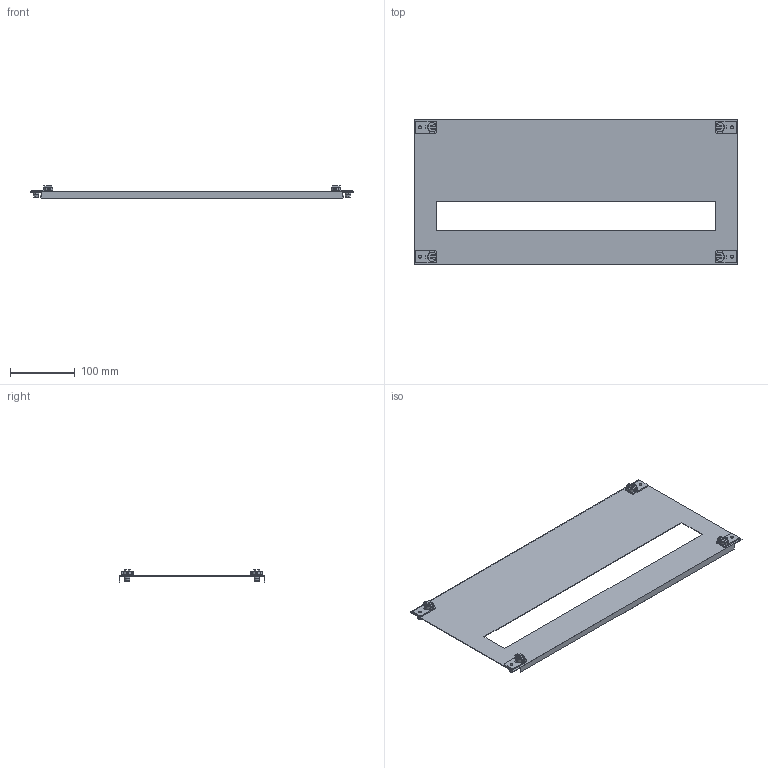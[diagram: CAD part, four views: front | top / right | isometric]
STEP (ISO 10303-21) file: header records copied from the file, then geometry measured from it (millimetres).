
FILE_DESCRIPTION((''),'2;1');
FILE_NAME('001101453_CP_2_1_M_ASM','2023-01-23T10:51:44',('klemen.sitar'),('Audax d.o.o.'),'CREO PARAMETRIC BY PTC INC, 2021304','CREO PARAMETRIC BY PTC INC, 2021304','');
FILE_SCHEMA(('AP242_MANAGED_MODEL_BASED_3D_ENGINEERING_MIM_LF { 1 0 10303 442 1 1 4 }'));
Length unit declared in the file: millimetre
Products named in the file (22): PRT0002_1_1_1_1_1_1_2_3_1_1_1_3; PRT0003_1_1_1_1_1_1_2_3_1_1_1_3; BLACK_PIN_ASM_1_ASM_1_ASM_1_A_8_ASM; BLACK_PIN_COLO_ASM_1_ASM_1_AS_8_ASM; ASM0002_ASM_1_ASM_1_1_2_AS-84_2_ASM; PRT0002_1_1_1_1_1_1_2_1_1_1_1_2; PRT0003_1_1_1_1_1_1_2_1_1_1_1_2; BLACK_PIN_ASM_1_ASM_1_ASM_1_A_1_ASM; BLACK_PIN_COLO_ASM_1_ASM_1_AS_1_ASM; ASM0002_ASM_1_ASM_1_1_ASM-155_1_ASM; PRT0002_1_1_1_1_1_1_2_1_1_1; PRT0003_1_1_1_1_1_1_2_1_1_1; BLACK_PIN_ASM_1_ASM_1_ASM_1_A_5_ASM; BLACK_PIN_COLO_ASM_1_ASM_1_AS_5_ASM; ASM0002_ASM_1_ASM_1_1_ASM_-42_1_ASM; PRT0002_1_1_1_1_1_1_2_3_1_1_1_1; PRT0003_1_1_1_1_1_1_2_3_1_1_1_1; BLACK_PIN_ASM_1_ASM_1_ASM_1_A_4_ASM; BLACK_PIN_COLO_ASM_1_ASM_1_AS_4_ASM; ASM0002_ASM_1_ASM_1_1_2_A-19967_ASM; PRT0002_1_1_1_1_1; 001101453_CP_2_1_M_ASM
Assembly tree (21 placements, depth 5):
  001101453_CP_2_1_M_ASM
    ASM0002_ASM_1_ASM_1_1_2_AS-84_2_ASM
      BLACK_PIN_COLO_ASM_1_ASM_1_AS_8_ASM
        BLACK_PIN_ASM_1_ASM_1_ASM_1_A_8_ASM
          PRT0002_1_1_1_1_1_1_2_3_1_1_1_3
          PRT0003_1_1_1_1_1_1_2_3_1_1_1_3
    ASM0002_ASM_1_ASM_1_1_ASM-155_1_ASM
      BLACK_PIN_COLO_ASM_1_ASM_1_AS_1_ASM
        BLACK_PIN_ASM_1_ASM_1_ASM_1_A_1_ASM
          PRT0002_1_1_1_1_1_1_2_1_1_1_1_2
          PRT0003_1_1_1_1_1_1_2_1_1_1_1_2
    ASM0002_ASM_1_ASM_1_1_ASM_-42_1_ASM
      BLACK_PIN_COLO_ASM_1_ASM_1_AS_5_ASM
        BLACK_PIN_ASM_1_ASM_1_ASM_1_A_5_ASM
          PRT0002_1_1_1_1_1_1_2_1_1_1
          PRT0003_1_1_1_1_1_1_2_1_1_1
    ASM0002_ASM_1_ASM_1_1_2_A-19967_ASM
      BLACK_PIN_COLO_ASM_1_ASM_1_AS_4_ASM
        BLACK_PIN_ASM_1_ASM_1_ASM_1_A_4_ASM
          PRT0002_1_1_1_1_1_1_2_3_1_1_1_1
          PRT0003_1_1_1_1_1_1_2_3_1_1_1_1
    PRT0002_1_1_1_1_1
Bounding box: 500 x 225 x 18.6 mm (x, y, z)
Volume: 112541.2 mm3; surface area: 216480.8 mm2
Topology: 9 solids, 9 shells, 354 faces, 1104 edges, 864 vertices
Faces by surface type: plane 226, cylinder 120, cone 8
Entity records: 23849 total; most frequent: PRESENTATION_LAYER_ASSIGNMENT 4037, CARTESIAN_POINT 2937, DIRECTION 2274, ORIENTED_EDGE 2024, PRESENTATION_STYLE_ASSIGNMENT 1182, STYLED_ITEM 1182, CURVE_STYLE 1173, EDGE_CURVE 1012
